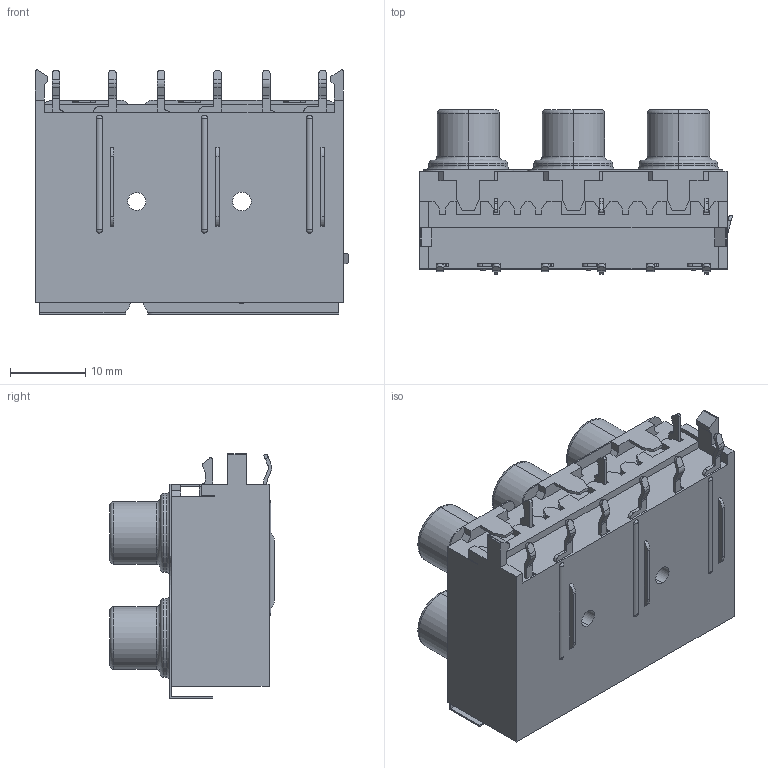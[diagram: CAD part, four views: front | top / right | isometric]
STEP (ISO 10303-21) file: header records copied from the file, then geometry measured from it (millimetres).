
FILE_DESCRIPTION (( 'STEP AP214' ), '1' );
FILE_NAME ('pjras3x2s_series.STEP', '2014-07-02T16:54:26', ( '' ), ( '' ), 'SwSTEP 2.0', 'SolidWorks 2014', '' );
FILE_SCHEMA (( 'AUTOMOTIVE_DESIGN' ));
Length unit declared in the file: inch
Products named in the file (1): pjras3x2s_series
Bounding box: 41.71 x 21.89 x 32.5 mm (x, y, z)
Volume: 16252 mm3; surface area: 7104.1 mm2
Topology: 1 solids, 1 shells, 510 faces, 1338 edges, 870 vertices
Faces by surface type: plane 284, cylinder 151, torus 45, cone 12, bspline 12, sphere 6
Entity records: 16249 total; most frequent: CARTESIAN_POINT 3433, DIRECTION 2704, ORIENTED_EDGE 2652, EDGE_CURVE 1326, AXIS2_PLACEMENT_3D 915, VECTOR 874, LINE 874, VERTEX_POINT 864
